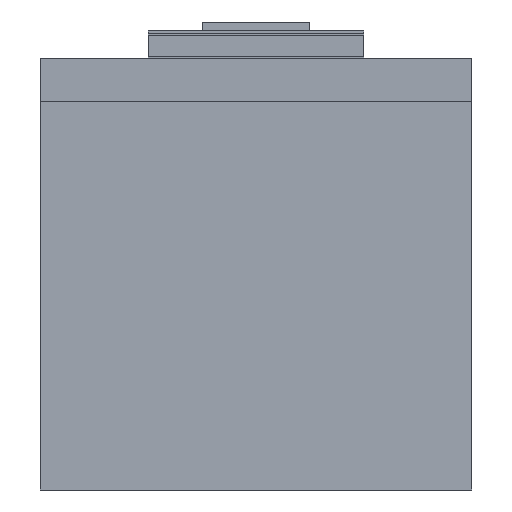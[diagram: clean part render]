
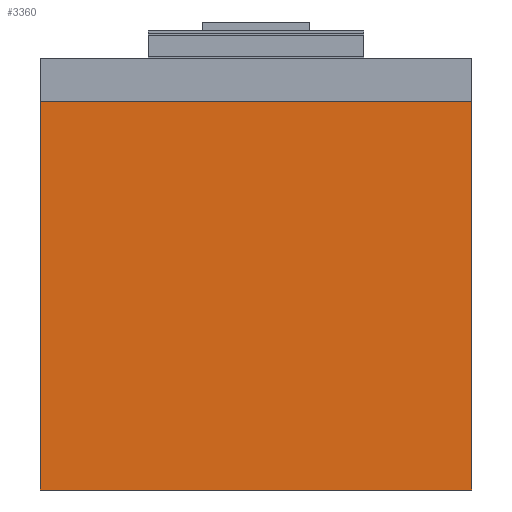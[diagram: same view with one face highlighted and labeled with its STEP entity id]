
A CAD part, front view. The second image highlights one B-rep face of the part: STEP entity #3360.
In plain terms, the highlighted planar face has unit normal (0, -1, 0).
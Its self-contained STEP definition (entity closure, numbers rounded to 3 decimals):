
#1832 = PLANE('',#1833);
#1833 = AXIS2_PLACEMENT_3D('',#1834,#1835,#1836);
#1834 = CARTESIAN_POINT('',(-10.,-10.,-1.252));
#1835 = DIRECTION('',(-1.,0.,0.));
#1836 = DIRECTION('',(0.,1.,0.));
#1888 = PLANE('',#1889);
#1889 = AXIS2_PLACEMENT_3D('',#1890,#1891,#1892);
#1890 = CARTESIAN_POINT('',(10.,10.,-1.252));
#1891 = DIRECTION('',(1.,0.,0.));
#1892 = DIRECTION('',(0.,-1.,0.));
#2229 = VERTEX_POINT('',#2230);
#2230 = CARTESIAN_POINT('',(-10.,-9.,-3.252));
#2244 = PLANE('',#2245);
#2245 = AXIS2_PLACEMENT_3D('',#2246,#2247,#2248);
#2246 = CARTESIAN_POINT('',(0.,0.,-3.252));
#2247 = DIRECTION('',(0.,0.,-1.));
#2248 = DIRECTION('',(-1.,0.,0.));
#2256 = EDGE_CURVE('',#2229,#2257,#2259,.T.);
#2257 = VERTEX_POINT('',#2258);
#2258 = CARTESIAN_POINT('',(-10.,-9.,-21.252));
#2259 = SURFACE_CURVE('',#2260,(#2264,#2271),.PCURVE_S1.);
#2260 = LINE('',#2261,#2262);
#2261 = CARTESIAN_POINT('',(-10.,-9.,-3.252));
#2262 = VECTOR('',#2263,1.);
#2263 = DIRECTION('',(0.,0.,-1.));
#2264 = PCURVE('',#1832,#2265);
#2265 = DEFINITIONAL_REPRESENTATION('',(#2266),#2270);
#2266 = LINE('',#2267,#2268);
#2267 = CARTESIAN_POINT('',(1.,2.));
#2268 = VECTOR('',#2269,1.);
#2269 = DIRECTION('',(0.,1.));
#2270 = ( GEOMETRIC_REPRESENTATION_CONTEXT(2) 
PARAMETRIC_REPRESENTATION_CONTEXT() REPRESENTATION_CONTEXT('2D SPACE',''
  ) );
#2271 = PCURVE('',#2272,#2277);
#2272 = PLANE('',#2273);
#2273 = AXIS2_PLACEMENT_3D('',#2274,#2275,#2276);
#2274 = CARTESIAN_POINT('',(10.,-9.,-3.252));
#2275 = DIRECTION('',(0.,-1.,0.));
#2276 = DIRECTION('',(-1.,0.,0.));
#2277 = DEFINITIONAL_REPRESENTATION('',(#2278),#2282);
#2278 = LINE('',#2279,#2280);
#2279 = CARTESIAN_POINT('',(20.,0.));
#2280 = VECTOR('',#2281,1.);
#2281 = DIRECTION('',(0.,1.));
#2282 = ( GEOMETRIC_REPRESENTATION_CONTEXT(2) 
PARAMETRIC_REPRESENTATION_CONTEXT() REPRESENTATION_CONTEXT('2D SPACE',''
  ) );
#2300 = PLANE('',#2301);
#2301 = AXIS2_PLACEMENT_3D('',#2302,#2303,#2304);
#2302 = CARTESIAN_POINT('',(0.,0.,-21.252));
#2303 = DIRECTION('',(0.,0.,-1.));
#2304 = DIRECTION('',(-1.,0.,0.));
#2737 = EDGE_CURVE('',#2738,#2229,#2740,.T.);
#2738 = VERTEX_POINT('',#2739);
#2739 = CARTESIAN_POINT('',(10.,-9.,-3.252));
#2740 = SURFACE_CURVE('',#2741,(#2745,#2752),.PCURVE_S1.);
#2741 = LINE('',#2742,#2743);
#2742 = CARTESIAN_POINT('',(10.,-9.,-3.252));
#2743 = VECTOR('',#2744,1.);
#2744 = DIRECTION('',(-1.,0.,0.));
#2745 = PCURVE('',#2244,#2746);
#2746 = DEFINITIONAL_REPRESENTATION('',(#2747),#2751);
#2747 = LINE('',#2748,#2749);
#2748 = CARTESIAN_POINT('',(-10.,-9.));
#2749 = VECTOR('',#2750,1.);
#2750 = DIRECTION('',(1.,0.));
#2751 = ( GEOMETRIC_REPRESENTATION_CONTEXT(2) 
PARAMETRIC_REPRESENTATION_CONTEXT() REPRESENTATION_CONTEXT('2D SPACE',''
  ) );
#2752 = PCURVE('',#2272,#2753);
#2753 = DEFINITIONAL_REPRESENTATION('',(#2754),#2758);
#2754 = LINE('',#2755,#2756);
#2755 = CARTESIAN_POINT('',(0.,-0.));
#2756 = VECTOR('',#2757,1.);
#2757 = DIRECTION('',(1.,0.));
#2758 = ( GEOMETRIC_REPRESENTATION_CONTEXT(2) 
PARAMETRIC_REPRESENTATION_CONTEXT() REPRESENTATION_CONTEXT('2D SPACE',''
  ) );
#3018 = VERTEX_POINT('',#3019);
#3019 = CARTESIAN_POINT('',(10.,-9.,-21.252));
#3040 = EDGE_CURVE('',#2738,#3018,#3041,.T.);
#3041 = SURFACE_CURVE('',#3042,(#3046,#3053),.PCURVE_S1.);
#3042 = LINE('',#3043,#3044);
#3043 = CARTESIAN_POINT('',(10.,-9.,-3.252));
#3044 = VECTOR('',#3045,1.);
#3045 = DIRECTION('',(0.,0.,-1.));
#3046 = PCURVE('',#1888,#3047);
#3047 = DEFINITIONAL_REPRESENTATION('',(#3048),#3052);
#3048 = LINE('',#3049,#3050);
#3049 = CARTESIAN_POINT('',(19.,2.));
#3050 = VECTOR('',#3051,1.);
#3051 = DIRECTION('',(0.,1.));
#3052 = ( GEOMETRIC_REPRESENTATION_CONTEXT(2) 
PARAMETRIC_REPRESENTATION_CONTEXT() REPRESENTATION_CONTEXT('2D SPACE',''
  ) );
#3053 = PCURVE('',#2272,#3054);
#3054 = DEFINITIONAL_REPRESENTATION('',(#3055),#3059);
#3055 = LINE('',#3056,#3057);
#3056 = CARTESIAN_POINT('',(0.,-0.));
#3057 = VECTOR('',#3058,1.);
#3058 = DIRECTION('',(0.,1.));
#3059 = ( GEOMETRIC_REPRESENTATION_CONTEXT(2) 
PARAMETRIC_REPRESENTATION_CONTEXT() REPRESENTATION_CONTEXT('2D SPACE',''
  ) );
#3305 = EDGE_CURVE('',#3018,#2257,#3306,.T.);
#3306 = SURFACE_CURVE('',#3307,(#3311,#3318),.PCURVE_S1.);
#3307 = LINE('',#3308,#3309);
#3308 = CARTESIAN_POINT('',(10.,-9.,-21.252));
#3309 = VECTOR('',#3310,1.);
#3310 = DIRECTION('',(-1.,0.,0.));
#3311 = PCURVE('',#2300,#3312);
#3312 = DEFINITIONAL_REPRESENTATION('',(#3313),#3317);
#3313 = LINE('',#3314,#3315);
#3314 = CARTESIAN_POINT('',(-10.,-9.));
#3315 = VECTOR('',#3316,1.);
#3316 = DIRECTION('',(1.,0.));
#3317 = ( GEOMETRIC_REPRESENTATION_CONTEXT(2) 
PARAMETRIC_REPRESENTATION_CONTEXT() REPRESENTATION_CONTEXT('2D SPACE',''
  ) );
#3318 = PCURVE('',#2272,#3319);
#3319 = DEFINITIONAL_REPRESENTATION('',(#3320),#3324);
#3320 = LINE('',#3321,#3322);
#3321 = CARTESIAN_POINT('',(0.,18.));
#3322 = VECTOR('',#3323,1.);
#3323 = DIRECTION('',(1.,0.));
#3324 = ( GEOMETRIC_REPRESENTATION_CONTEXT(2) 
PARAMETRIC_REPRESENTATION_CONTEXT() REPRESENTATION_CONTEXT('2D SPACE',''
  ) );
#3360 = ADVANCED_FACE('',(#3361),#2272,.T.);
#3361 = FACE_BOUND('',#3362,.F.);
#3362 = EDGE_LOOP('',(#3363,#3364,#3365,#3366));
#3363 = ORIENTED_EDGE('',*,*,#2737,.F.);
#3364 = ORIENTED_EDGE('',*,*,#3040,.T.);
#3365 = ORIENTED_EDGE('',*,*,#3305,.T.);
#3366 = ORIENTED_EDGE('',*,*,#2256,.F.);
